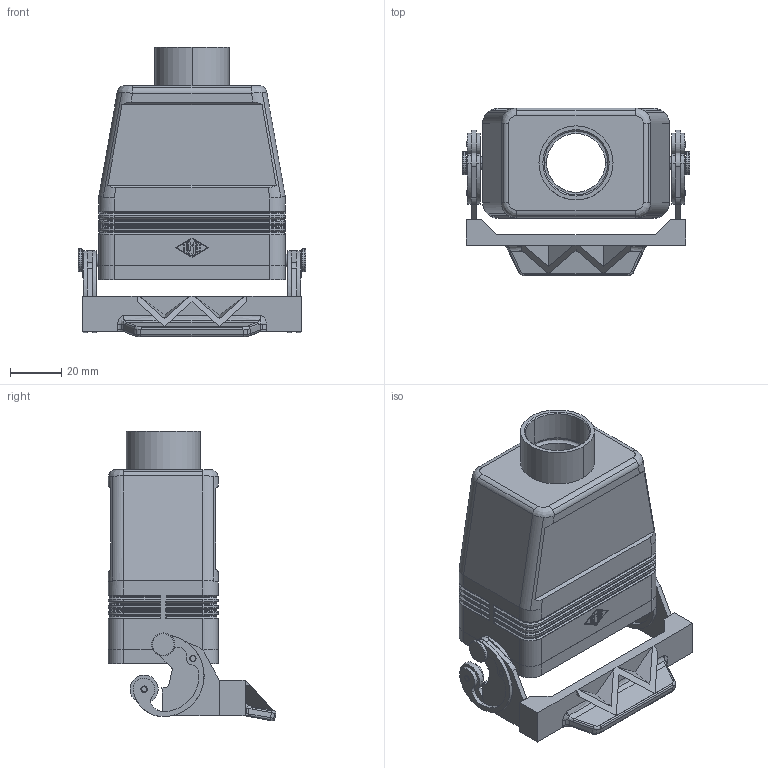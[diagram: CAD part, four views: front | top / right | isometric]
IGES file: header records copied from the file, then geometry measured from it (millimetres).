
Global section: file name: No Iges File Name specified; native system: AutoDesk Inventor R6.1; preprocessor: AutoDesk Inventor Iges Exporter R6.1; author: No Author specified; organization: No Organization specified; date: 20061221.112700; units: millimetre
Bounding box: 89 x 65.64 x 113.37 mm (x, y, z)
Volume: 80595 mm3; surface area: 48279.3 mm2
Topology: 1 solids, 7 shells, 844 faces, 2100 edges, 1286 vertices
Faces by surface type: bspline 283, plane 189, cylinder 188, revolution 132, torus 36, cone 16
